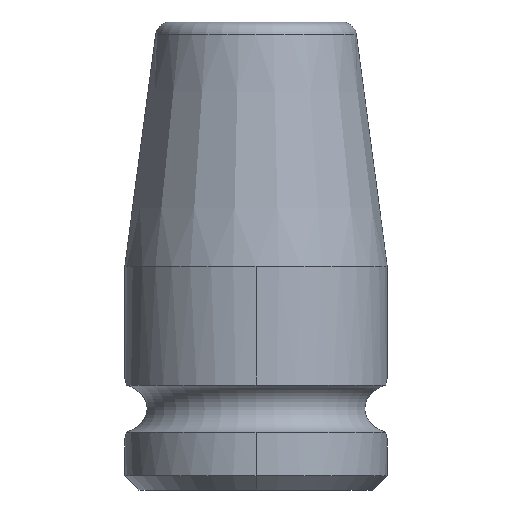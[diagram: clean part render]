
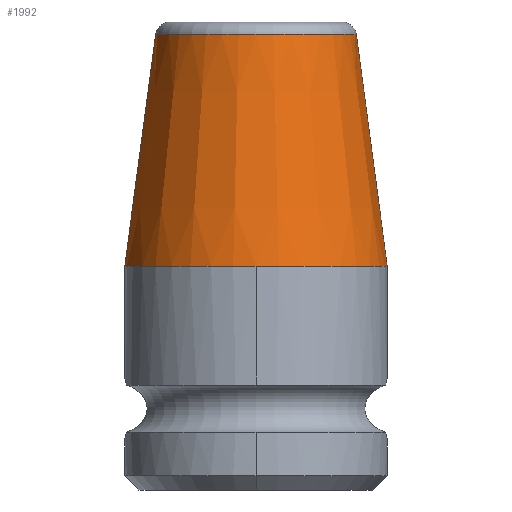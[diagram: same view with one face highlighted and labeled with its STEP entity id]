
A CAD part, left-side view. The second image highlights one B-rep face of the part: STEP entity #1992.
In plain terms, the highlighted conical face has half-angle 7.595 degrees and reference radius 5.691 mm.
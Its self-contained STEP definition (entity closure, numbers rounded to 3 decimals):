
#172=CARTESIAN_POINT('',(0.,0.,11.));
#173=DIRECTION('',(0.,0.,1.));
#174=DIRECTION('',(0.,1.,0.));
#175=AXIS2_PLACEMENT_3D('',#172,#173,#174);
#318=CARTESIAN_POINT('',(0.,0.,11.));
#319=DIRECTION('',(0.,0.,1.));
#320=DIRECTION('',(-1.,0.,0.));
#321=AXIS2_PLACEMENT_3D('',#318,#319,#320);
#956=DIRECTION('',(0.,0.132,-0.991));
#957=VECTOR('',#956,11.493);
#958=CARTESIAN_POINT('',(0.,4.931,
22.393));
#959=LINE('',#958,#957);
#960=DIRECTION('',(0.,-0.132,-0.991));
#961=VECTOR('',#960,11.493);
#962=CARTESIAN_POINT('',(0.,-4.931,
22.393));
#963=LINE('',#962,#961);
#964=CARTESIAN_POINT('',(0.,0.,22.393));
#965=DIRECTION('',(0.,0.,1.));
#966=DIRECTION('',(0.,1.,0.));
#967=AXIS2_PLACEMENT_3D('',#964,#965,#966);
#1120=CARTESIAN_POINT('',(0.,6.45,11.));
#1121=CARTESIAN_POINT('',(-6.45,0.,11.));
#1122=VERTEX_POINT('',#1120);
#1123=VERTEX_POINT('',#1121);
#1124=CARTESIAN_POINT('',(0.,-6.45,11.));
#1125=VERTEX_POINT('',#1124);
#1132=CARTESIAN_POINT('',(0.,4.931,22.393));
#1133=CARTESIAN_POINT('',(0.,-4.931,22.393));
#1134=VERTEX_POINT('',#1132);
#1135=VERTEX_POINT('',#1133);
#1980=CARTESIAN_POINT('',(0.,0.,16.696));
#1981=DIRECTION('',(0.,0.,-1.));
#1982=DIRECTION('',(0.,-1.,0.));
#1983=AXIS2_PLACEMENT_3D('',#1980,#1981,#1982);
#1984=CONICAL_SURFACE('',#1983,5.69,7.595);
#1985=ORIENTED_EDGE('',*,*,#1945,.T.);
#1986=ORIENTED_EDGE('',*,*,#1975,.T.);
#1987=ORIENTED_EDGE('',*,*,#1325,.F.);
#1988=ORIENTED_EDGE('',*,*,#1258,.F.);
#1989=ORIENTED_EDGE('',*,*,#1971,.F.);
#1990=EDGE_LOOP('',(#1985,#1986,#1987,#1988,#1989));
#1991=FACE_OUTER_BOUND('',#1990,.F.);
#1992=ADVANCED_FACE('',(#1991),#1984,.T.);
#176=CIRCLE('',#175,6.45);
#322=CIRCLE('',#321,6.45);
#968=CIRCLE('',#967,4.931);
#1258=EDGE_CURVE('',#1122,#1123,#176,.T.);
#1325=EDGE_CURVE('',#1123,#1125,#322,.T.);
#1945=EDGE_CURVE('',#1134,#1135,#968,.T.);
#1971=EDGE_CURVE('',#1134,#1122,#959,.T.);
#1975=EDGE_CURVE('',#1135,#1125,#963,.T.);
